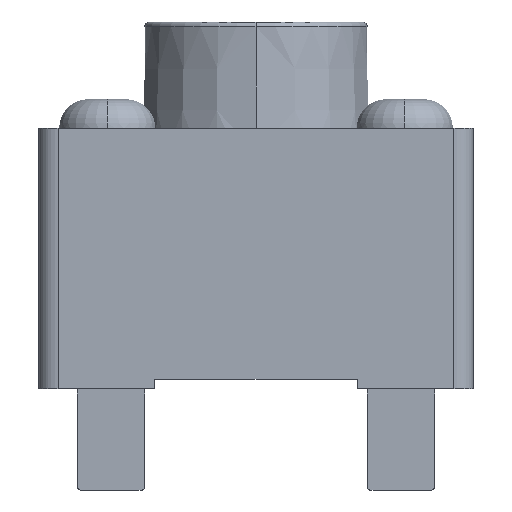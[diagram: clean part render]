
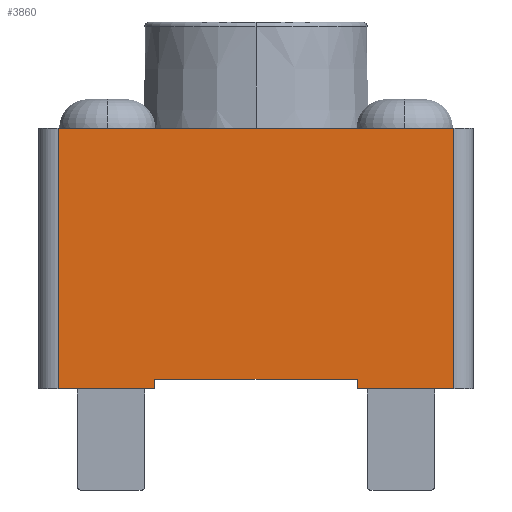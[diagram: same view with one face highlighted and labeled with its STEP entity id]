
A CAD part, left-side view. The second image highlights one B-rep face of the part: STEP entity #3860.
In plain terms, the highlighted planar face has unit normal (-1, 0, 0).
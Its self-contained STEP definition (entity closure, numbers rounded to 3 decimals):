
#31 = PLANE ( 'NONE',  #429 ) ;
#60 = CARTESIAN_POINT ( 'NONE',  ( -68.142, 20.259, 45.211 ) ) ;
#230 = VERTEX_POINT ( 'NONE', #388 ) ;
#260 = VERTEX_POINT ( 'NONE', #3467 ) ;
#359 = ORIENTED_EDGE ( 'NONE', *, *, #4883, .F. ) ;
#361 = ORIENTED_EDGE ( 'NONE', *, *, #2434, .T. ) ;
#388 = CARTESIAN_POINT ( 'NONE',  ( -68.142, 18.159, 45.211 ) ) ;
#427 = DIRECTION ( 'NONE',  ( -1., 0., 0. ) ) ;
#429 = AXIS2_PLACEMENT_3D ( 'NONE', #2414, #427, #1237 ) ;
#433 = DIRECTION ( 'NONE',  ( 0., 1., 0. ) ) ;
#656 = LINE ( 'NONE', #3427, #1151 ) ;
#681 = DIRECTION ( 'NONE',  ( 0., 0., 1. ) ) ;
#746 = LINE ( 'NONE', #3757, #3706 ) ;
#817 = ORIENTED_EDGE ( 'NONE', *, *, #2134, .T. ) ;
#922 = VECTOR ( 'NONE', #3988, 1000. ) ;
#961 = CARTESIAN_POINT ( 'NONE',  ( -68.142, 21.259, 45.111 ) ) ;
#1001 = VECTOR ( 'NONE', #433, 1000. ) ;
#1055 = DIRECTION ( 'NONE',  ( 0., 0., -1. ) ) ;
#1151 = VECTOR ( 'NONE', #681, 1000. ) ;
#1237 = DIRECTION ( 'NONE',  ( 0., 0., 1. ) ) ;
#1389 = DIRECTION ( 'NONE',  ( 0., -1., 0. ) ) ;
#1620 = ORIENTED_EDGE ( 'NONE', *, *, #2388, .F. ) ;
#1763 = VERTEX_POINT ( 'NONE', #961 ) ;
#1915 = DIRECTION ( 'NONE',  ( 0., 0., 1. ) ) ;
#1922 = CARTESIAN_POINT ( 'NONE',  ( -68.142, 21.259, 47.811 ) ) ;
#1981 = VERTEX_POINT ( 'NONE', #60 ) ;
#2021 = VECTOR ( 'NONE', #1389, 1000. ) ;
#2134 = EDGE_CURVE ( 'NONE', #1763, #260, #4046, .T. ) ;
#2169 = LINE ( 'NONE', #3662, #2021 ) ;
#2364 = CARTESIAN_POINT ( 'NONE',  ( -68.142, 17.159, 47.561 ) ) ;
#2388 = EDGE_CURVE ( 'NONE', #4902, #4304, #2169, .T. ) ;
#2414 = CARTESIAN_POINT ( 'NONE',  ( -68.142, 17.159, 47.561 ) ) ;
#2434 = EDGE_CURVE ( 'NONE', #230, #4596, #2656, .T. ) ;
#2568 = CARTESIAN_POINT ( 'NONE',  ( -68.142, 18.159, 45.211 ) ) ;
#2614 = CARTESIAN_POINT ( 'NONE',  ( -68.142, 17.159, 45.111 ) ) ;
#2627 = EDGE_CURVE ( 'NONE', #3748, #4304, #4704, .T. ) ;
#2656 = LINE ( 'NONE', #2568, #3839 ) ;
#2710 = CARTESIAN_POINT ( 'NONE',  ( -68.142, 20.259, 45.211 ) ) ;
#2882 = CARTESIAN_POINT ( 'NONE',  ( -68.142, 17.159, 47.811 ) ) ;
#2892 = DIRECTION ( 'NONE',  ( 0., -1., 0. ) ) ;
#3185 = ORIENTED_EDGE ( 'NONE', *, *, #3679, .T. ) ;
#3244 = CARTESIAN_POINT ( 'NONE',  ( -68.142, 21.259, 45.111 ) ) ;
#3427 = CARTESIAN_POINT ( 'NONE',  ( -68.142, 21.259, 47.561 ) ) ;
#3467 = CARTESIAN_POINT ( 'NONE',  ( -68.142, 20.259, 45.111 ) ) ;
#3489 = LINE ( 'NONE', #2710, #922 ) ;
#3616 = VECTOR ( 'NONE', #1915, 1000. ) ;
#3651 = EDGE_CURVE ( 'NONE', #1763, #4902, #656, .T. ) ;
#3662 = CARTESIAN_POINT ( 'NONE',  ( -68.142, 17.159, 47.811 ) ) ;
#3679 = EDGE_CURVE ( 'NONE', #4596, #3748, #746, .T. ) ;
#3706 = VECTOR ( 'NONE', #4570, 1000. ) ;
#3708 = ORIENTED_EDGE ( 'NONE', *, *, #3651, .F. ) ;
#3748 = VERTEX_POINT ( 'NONE', #2614 ) ;
#3757 = CARTESIAN_POINT ( 'NONE',  ( -68.142, 21.259, 45.111 ) ) ;
#3789 = ORIENTED_EDGE ( 'NONE', *, *, #2627, .T. ) ;
#3839 = VECTOR ( 'NONE', #1055, 1000. ) ;
#3859 = LINE ( 'NONE', #4242, #1001 ) ;
#3860 = ADVANCED_FACE ( 'NONE', ( #4676 ), #31, .T. ) ;
#3881 = EDGE_LOOP ( 'NONE', ( #1620, #3708, #817, #4320, #359, #361, #3185, #3789 ) ) ;
#3988 = DIRECTION ( 'NONE',  ( 0., 0., -1. ) ) ;
#4046 = LINE ( 'NONE', #3244, #4347 ) ;
#4242 = CARTESIAN_POINT ( 'NONE',  ( -68.142, 20.259, 45.211 ) ) ;
#4304 = VERTEX_POINT ( 'NONE', #2882 ) ;
#4320 = ORIENTED_EDGE ( 'NONE', *, *, #4826, .F. ) ;
#4347 = VECTOR ( 'NONE', #2892, 1000. ) ;
#4570 = DIRECTION ( 'NONE',  ( 0., -1., 0. ) ) ;
#4596 = VERTEX_POINT ( 'NONE', #4741 ) ;
#4676 = FACE_OUTER_BOUND ( 'NONE', #3881, .T. ) ;
#4704 = LINE ( 'NONE', #2364, #3616 ) ;
#4741 = CARTESIAN_POINT ( 'NONE',  ( -68.142, 18.159, 45.111 ) ) ;
#4826 = EDGE_CURVE ( 'NONE', #1981, #260, #3489, .T. ) ;
#4883 = EDGE_CURVE ( 'NONE', #230, #1981, #3859, .T. ) ;
#4902 = VERTEX_POINT ( 'NONE', #1922 ) ;
